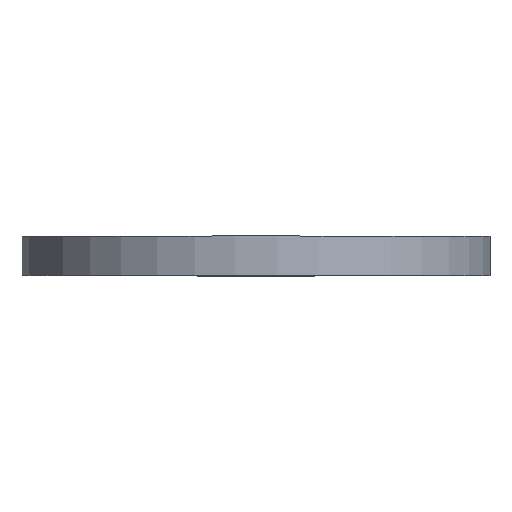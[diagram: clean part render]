
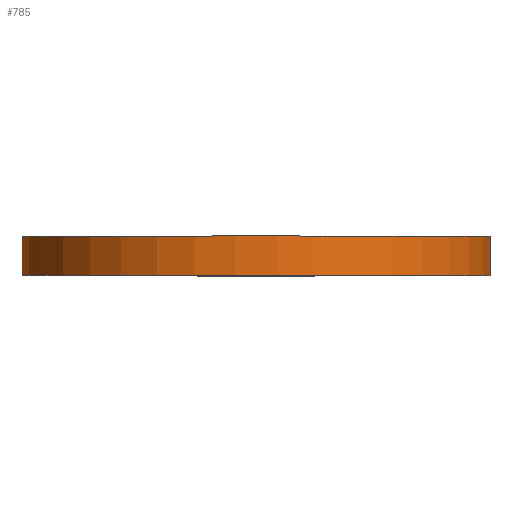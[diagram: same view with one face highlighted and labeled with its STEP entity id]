
A CAD part, top view. The second image highlights one B-rep face of the part: STEP entity #785.
In plain terms, the highlighted cylindrical face has radius 48 mm (diameter 96 mm), a partial arc.
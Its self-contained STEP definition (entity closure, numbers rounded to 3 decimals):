
#5 = DIRECTION ( 'NONE',  ( 0., -1., 0. ) ) ;
#16 = ORIENTED_EDGE ( 'NONE', *, *, #1372, .T. ) ;
#22 = DIRECTION ( 'NONE',  ( 0., -1., 0. ) ) ;
#35 = AXIS2_PLACEMENT_3D ( 'NONE', #1352, #781, #1090 ) ;
#95 = VERTEX_POINT ( 'NONE', #753 ) ;
#96 = VECTOR ( 'NONE', #735, 1000. ) ;
#121 = EDGE_LOOP ( 'NONE', ( #275, #909, #565, #16 ) ) ;
#135 = DIRECTION ( 'NONE',  ( 0., 0., 1. ) ) ;
#187 = CIRCLE ( 'NONE', #875, 48. ) ;
#209 = AXIS2_PLACEMENT_3D ( 'NONE', #958, #22, #135 ) ;
#210 = VECTOR ( 'NONE', #5, 1000. ) ;
#275 = ORIENTED_EDGE ( 'NONE', *, *, #692, .F. ) ;
#378 = CARTESIAN_POINT ( 'NONE',  ( -20., 8.7, 11.365 ) ) ;
#392 = CYLINDRICAL_SURFACE ( 'NONE', #35, 48. ) ;
#432 = EDGE_CURVE ( 'NONE', #95, #1207, #828, .T. ) ;
#565 = ORIENTED_EDGE ( 'NONE', *, *, #1357, .T. ) ;
#657 = VERTEX_POINT ( 'NONE', #1221 ) ;
#692 = EDGE_CURVE ( 'NONE', #1207, #876, #187, .T. ) ;
#721 = LINE ( 'NONE', #1067, #96 ) ;
#735 = DIRECTION ( 'NONE',  ( 0., -1., 0. ) ) ;
#753 = CARTESIAN_POINT ( 'NONE',  ( 20., 16.7, 11.365 ) ) ;
#781 = DIRECTION ( 'NONE',  ( 0., -1., 0. ) ) ;
#785 = ADVANCED_FACE ( 'NONE', ( #1068 ), #392, .T. ) ;
#828 = LINE ( 'NONE', #1184, #210 ) ;
#875 = AXIS2_PLACEMENT_3D ( 'NONE', #1016, #1339, #1238 ) ;
#876 = VERTEX_POINT ( 'NONE', #378 ) ;
#909 = ORIENTED_EDGE ( 'NONE', *, *, #432, .F. ) ;
#958 = CARTESIAN_POINT ( 'NONE',  ( 0., 16.7, 55. ) ) ;
#1016 = CARTESIAN_POINT ( 'NONE',  ( 0., 8.7, 55. ) ) ;
#1067 = CARTESIAN_POINT ( 'NONE',  ( -20., 16.7, 11.365 ) ) ;
#1068 = FACE_OUTER_BOUND ( 'NONE', #121, .T. ) ;
#1071 = CIRCLE ( 'NONE', #209, 48. ) ;
#1090 = DIRECTION ( 'NONE',  ( 0., 0., -1. ) ) ;
#1184 = CARTESIAN_POINT ( 'NONE',  ( 20., 16.7, 11.365 ) ) ;
#1207 = VERTEX_POINT ( 'NONE', #1252 ) ;
#1221 = CARTESIAN_POINT ( 'NONE',  ( -20., 16.7, 11.365 ) ) ;
#1238 = DIRECTION ( 'NONE',  ( 0., 0., 1. ) ) ;
#1252 = CARTESIAN_POINT ( 'NONE',  ( 20., 8.7, 11.365 ) ) ;
#1339 = DIRECTION ( 'NONE',  ( 0., -1., 0. ) ) ;
#1352 = CARTESIAN_POINT ( 'NONE',  ( 0., 16.7, 55. ) ) ;
#1357 = EDGE_CURVE ( 'NONE', #95, #657, #1071, .T. ) ;
#1372 = EDGE_CURVE ( 'NONE', #657, #876, #721, .T. ) ;
